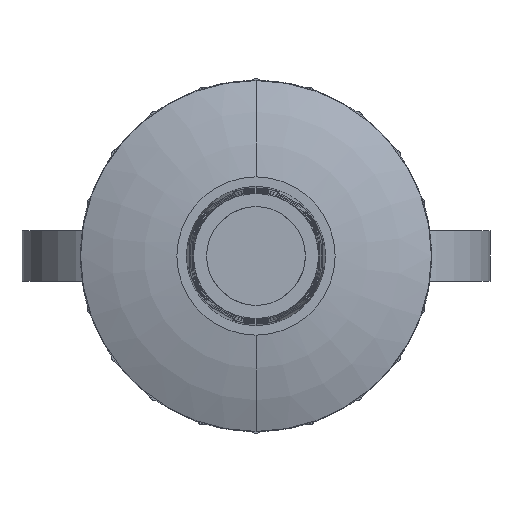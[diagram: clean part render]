
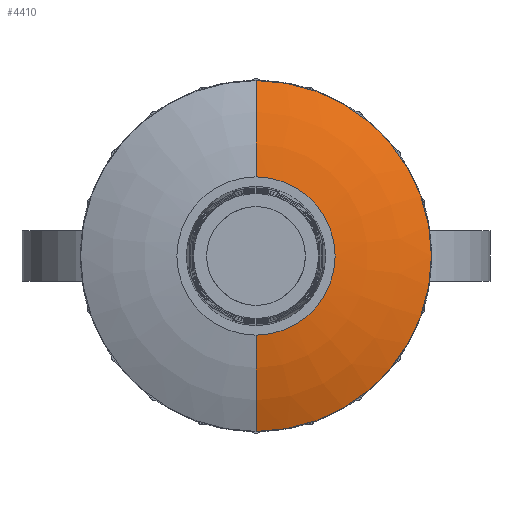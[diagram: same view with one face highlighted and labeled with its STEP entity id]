
A CAD part, front view. The second image highlights one B-rep face of the part: STEP entity #4410.
In plain terms, the highlighted toroidal (fillet/blend) face has major radius 2.048 mm and minor radius 19.393 mm.
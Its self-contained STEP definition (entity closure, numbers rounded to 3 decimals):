
#33 = EDGE_CURVE ( 'NONE', #2587, #3744, #6608, .T. ) ;
#411 = CARTESIAN_POINT ( 'NONE',  ( 0., -26.154, -4.413 ) ) ;
#778 = CARTESIAN_POINT ( 'NONE',  ( 0., -26.154, 4.413 ) ) ;
#1065 = EDGE_LOOP ( 'NONE', ( #6619, #7136, #3602, #6777 ) ) ;
#1391 = CIRCLE ( 'NONE', #3653, 9.785 ) ;
#1427 = AXIS2_PLACEMENT_3D ( 'NONE', #5772, #6467, #3856 ) ;
#1655 = CARTESIAN_POINT ( 'NONE',  ( 0., -24.689, -9.785 ) ) ;
#1768 = CIRCLE ( 'NONE', #8211, 4.413 ) ;
#1791 = TOROIDAL_SURFACE ( 'NONE', #8052, 2.048, 19.393 ) ;
#1853 = DIRECTION ( 'NONE',  ( 0., 0., 1. ) ) ;
#2293 = FACE_OUTER_BOUND ( 'NONE', #1065, .T. ) ;
#2329 = VERTEX_POINT ( 'NONE', #411 ) ;
#2587 = VERTEX_POINT ( 'NONE', #778 ) ;
#2593 = EDGE_CURVE ( 'NONE', #2329, #4119, #6378, .T. ) ;
#3332 = AXIS2_PLACEMENT_3D ( 'NONE', #6972, #5676, #1853 ) ;
#3602 = ORIENTED_EDGE ( 'NONE', *, *, #4506, .F. ) ;
#3653 = AXIS2_PLACEMENT_3D ( 'NONE', #7317, #6031, #4128 ) ;
#3744 = VERTEX_POINT ( 'NONE', #7522 ) ;
#3856 = DIRECTION ( 'NONE',  ( 0., 0., -1. ) ) ;
#4119 = VERTEX_POINT ( 'NONE', #1655 ) ;
#4128 = DIRECTION ( 'NONE',  ( 0., 0., 1. ) ) ;
#4410 = ADVANCED_FACE ( 'NONE', ( #2293 ), #1791, .T. ) ;
#4506 = EDGE_CURVE ( 'NONE', #3744, #4119, #1391, .T. ) ;
#5676 = DIRECTION ( 'NONE',  ( -1., 0., 0. ) ) ;
#5772 = CARTESIAN_POINT ( 'NONE',  ( 0., -6.906, -2.048 ) ) ;
#5849 = DIRECTION ( 'NONE',  ( 0., 0., 1. ) ) ;
#5928 = DIRECTION ( 'NONE',  ( 0., 0., 1. ) ) ;
#6004 = CARTESIAN_POINT ( 'NONE',  ( 0., -6.906, 0. ) ) ;
#6031 = DIRECTION ( 'NONE',  ( 0., 1., 0. ) ) ;
#6378 = CIRCLE ( 'NONE', #1427, 19.393 ) ;
#6467 = DIRECTION ( 'NONE',  ( 1., 0., 0. ) ) ;
#6474 = EDGE_CURVE ( 'NONE', #2587, #2329, #1768, .T. ) ;
#6485 = CARTESIAN_POINT ( 'NONE',  ( 0., -26.154, 0. ) ) ;
#6587 = DIRECTION ( 'NONE',  ( 0., 1., 0. ) ) ;
#6608 = CIRCLE ( 'NONE', #3332, 19.393 ) ;
#6619 = ORIENTED_EDGE ( 'NONE', *, *, #6474, .T. ) ;
#6777 = ORIENTED_EDGE ( 'NONE', *, *, #33, .F. ) ;
#6972 = CARTESIAN_POINT ( 'NONE',  ( 0., -6.906, 2.048 ) ) ;
#7136 = ORIENTED_EDGE ( 'NONE', *, *, #2593, .T. ) ;
#7317 = CARTESIAN_POINT ( 'NONE',  ( 0., -24.689, 0. ) ) ;
#7522 = CARTESIAN_POINT ( 'NONE',  ( 0., -24.689, 9.785 ) ) ;
#7796 = DIRECTION ( 'NONE',  ( 0., 1., 0. ) ) ;
#8052 = AXIS2_PLACEMENT_3D ( 'NONE', #6004, #6587, #5928 ) ;
#8211 = AXIS2_PLACEMENT_3D ( 'NONE', #6485, #7796, #5849 ) ;
